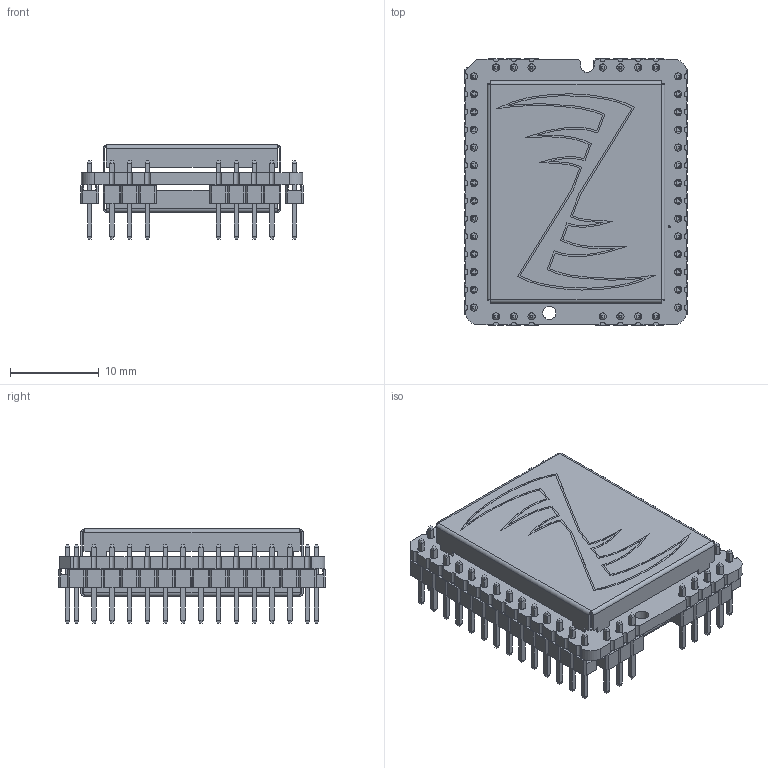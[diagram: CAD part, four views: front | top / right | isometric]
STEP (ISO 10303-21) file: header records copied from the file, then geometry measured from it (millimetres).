
FILE_DESCRIPTION(/* description */ (''),/* implementation_level */ '2;1');
FILE_NAME(/* name */ 'mitochondrik_simple v6.step',/* time_stamp */ '2020-01-06T11:48:13+03:00',/* author */ (''),/* organization */ (''),/* preprocessor_version */ 'ST-DEVELOPER v18',/* originating_system */ 'Autodesk Translation Framework v8.12.0.6',/* authorisation */ '');
FILE_SCHEMA (('AUTOMOTIVE_DESIGN { 1 0 10303 214 3 1 1 }'));
Length unit declared in the file: millimetre
Products named in the file (13): mitochondrik_simple; PCB Component; Board; PINHEAD_1X14; User Library-pls2-4_asm_PLS2-1; PINHEAD_1X03-2; User Library-pls2-4_asm_PLS2-1 (1); PINHEAD_1X04-2; User Library-pls2-4_asm_PLS2-1 (2); Shileding; Component2; Shileding v5(Mirror); Component2(Mirror)
Assembly tree (33 placements, depth 4):
  mitochondrik_simple
    PCB Component
      Board
      PINHEAD_1X14  x2
        User Library-pls2-4_asm_PLS2-1
      PINHEAD_1X03-2  x2
        User Library-pls2-4_asm_PLS2-1 (1)
      PINHEAD_1X04-2  x2
        User Library-pls2-4_asm_PLS2-1 (2)
    Shileding
      Component2
    Shileding v5(Mirror)
      Component2(Mirror)
Bounding box: 25 x 30 x 10.58 mm (x, y, z)
Volume: 1605 mm3; surface area: 6167.6 mm2
Topology: 45 solids, 45 shells, 1713 faces, 4205 edges, 2670 vertices
Faces by surface type: plane 1532, cylinder 109, bspline 72
Full cylindrical faces by diameter (mm): 0.25 x1, 0.8 x42, 1.5 x1
Entity records: 16573 total; most frequent: CARTESIAN_POINT 4542, ORIENTED_EDGE 2482, DIRECTION 2161, EDGE_CURVE 1241, LINE 911, VECTOR 911, VERTEX_POINT 798, AXIS2_PLACEMENT_3D 625
